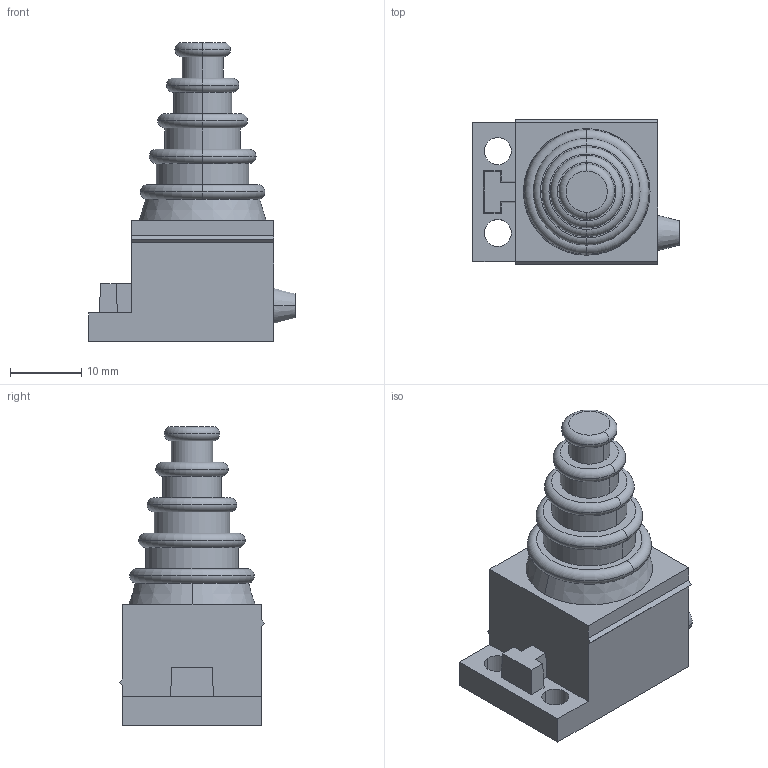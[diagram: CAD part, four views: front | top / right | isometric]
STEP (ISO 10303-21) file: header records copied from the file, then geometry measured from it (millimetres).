
FILE_DESCRIPTION(('Creo Elements/Direct Modeling STEP Export'),'2;1');
FILE_NAME('model.stp','2021-04-01T11:24:02',(''),(''),'Creo Elements/Direct Modeling STEP processor for AP214 (Solid Model)','Creo Elements/Direct Modeling 20.1D 10-Oct-2020 (C) Parametric Technology GmbH','');
FILE_SCHEMA(('AUTOMOTIVE_DESIGN { 1 0 10303 214 1 1 1 1 }'));
Length unit declared in the file: millimetre
Products named in the file (2): CES-SRC-BK-select
Assembly tree (1 placements, depth 2):
  CES-SRC-BK-select
    CES-SRC-BK-select
Bounding box: 29 x 20.5 x 42 mm (x, y, z)
Volume: 6962.1 mm3; surface area: 4676.9 mm2
Topology: 1 solids, 1 shells, 75 faces, 182 edges, 118 vertices
Faces by surface type: plane 31, torus 20, cylinder 16, cone 8
Entity records: 2654 total; most frequent: ORIENTED_EDGE 364, DIRECTION 342, CARTESIAN_POINT 330, EDGE_CURVE 182, AXIS2_PLACEMENT_3D 130, VERTEX_POINT 118, EDGE_LOOP 88, VECTOR 82
